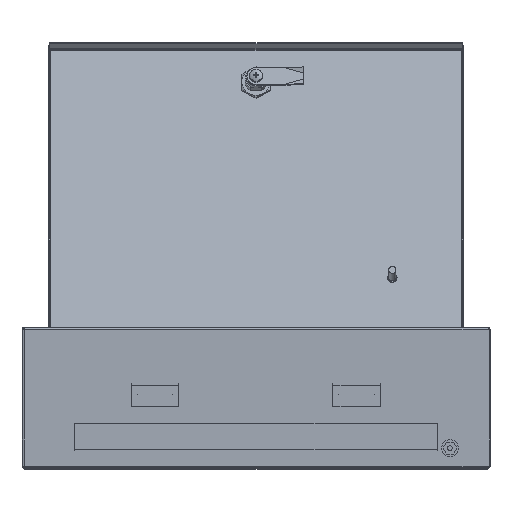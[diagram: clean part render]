
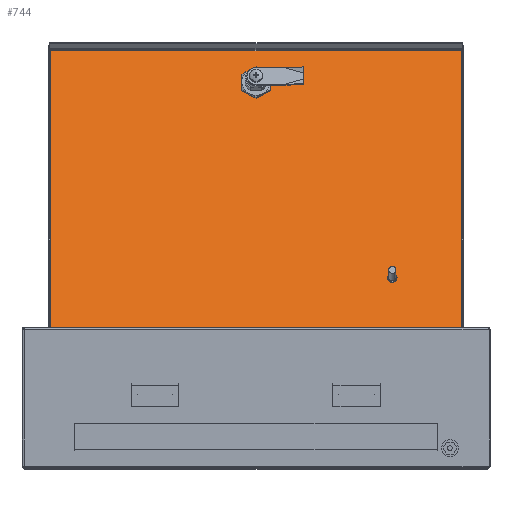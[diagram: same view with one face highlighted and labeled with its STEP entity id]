
A CAD part, left-side view. The second image highlights one B-rep face of the part: STEP entity #744.
In plain terms, the highlighted face is planar.
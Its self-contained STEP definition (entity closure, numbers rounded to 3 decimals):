
#427 = CARTESIAN_POINT ( 'NONE',  ( -131.2, -175., 0. ) ) ;
#488 = ORIENTED_EDGE ( 'NONE', *, *, #1044, .T. ) ;
#744 = ADVANCED_FACE ( 'NONE', ( #8175, #6741, #2598 ), #18598, .F. ) ;
#746 = ORIENTED_EDGE ( 'NONE', *, *, #12619, .F. ) ;
#817 = LINE ( 'NONE', #6662, #5189 ) ;
#1031 = ORIENTED_EDGE ( 'NONE', *, *, #6617, .T. ) ;
#1044 = EDGE_CURVE ( 'NONE', #15203, #4852, #6231, .T. ) ;
#1790 = CARTESIAN_POINT ( 'NONE',  ( 131.2, -173.2, 0. ) ) ;
#2003 = VERTEX_POINT ( 'NONE', #12060 ) ;
#2426 = VERTEX_POINT ( 'NONE', #15569 ) ;
#2598 = FACE_OUTER_BOUND ( 'NONE', #13611, .T. ) ;
#2981 = EDGE_CURVE ( 'NONE', #18032, #17537, #11941, .T. ) ;
#3846 = CARTESIAN_POINT ( 'NONE',  ( -133., -175., 0. ) ) ;
#3944 = DIRECTION ( 'NONE',  ( 0., 0., 1. ) ) ;
#4054 = DIRECTION ( 'NONE',  ( 0., -1., 0. ) ) ;
#4276 = ORIENTED_EDGE ( 'NONE', *, *, #5900, .T. ) ;
#4660 = ORIENTED_EDGE ( 'NONE', *, *, #2981, .F. ) ;
#4681 = EDGE_CURVE ( 'NONE', #7263, #13259, #5488, .T. ) ;
#4852 = VERTEX_POINT ( 'NONE', #8458 ) ;
#5189 = VECTOR ( 'NONE', #12552, 1000. ) ;
#5488 = CIRCLE ( 'NONE', #17732, 9.5 ) ;
#5900 = EDGE_CURVE ( 'NONE', #4852, #9512, #10515, .T. ) ;
#6231 = LINE ( 'NONE', #10476, #9745 ) ;
#6319 = DIRECTION ( 'NONE',  ( -1., 0., 0. ) ) ;
#6343 = AXIS2_PLACEMENT_3D ( 'NONE', #14810, #10492, #9034 ) ;
#6617 = EDGE_CURVE ( 'NONE', #9512, #2003, #6761, .T. ) ;
#6662 = CARTESIAN_POINT ( 'NONE',  ( -110.25, -4.71, 0. ) ) ;
#6741 = FACE_BOUND ( 'NONE', #12282, .T. ) ;
#6761 = LINE ( 'NONE', #12436, #18741 ) ;
#6891 = ORIENTED_EDGE ( 'NONE', *, *, #10857, .F. ) ;
#7036 = CARTESIAN_POINT ( 'NONE',  ( 131.2, 1925., 0. ) ) ;
#7225 = ORIENTED_EDGE ( 'NONE', *, *, #17570, .F. ) ;
#7263 = VERTEX_POINT ( 'NONE', #16297 ) ;
#7277 = CIRCLE ( 'NONE', #6343, 0.5 ) ;
#7775 = CARTESIAN_POINT ( 'NONE',  ( -110.25, -4.71, 0. ) ) ;
#8172 = EDGE_LOOP ( 'NONE', ( #7225 ) ) ;
#8175 = FACE_BOUND ( 'NONE', #8172, .T. ) ;
#8197 = VECTOR ( 'NONE', #4054, 1000. ) ;
#8458 = CARTESIAN_POINT ( 'NONE',  ( -131.2, -173.2, 0. ) ) ;
#8590 = LINE ( 'NONE', #8675, #11974 ) ;
#8675 = CARTESIAN_POINT ( 'NONE',  ( -93.75, -4.71, 0. ) ) ;
#8706 = CARTESIAN_POINT ( 'NONE',  ( -131.2, 173.2, 0. ) ) ;
#8761 = CARTESIAN_POINT ( 'NONE',  ( -93.75, 4.71, 0. ) ) ;
#9034 = DIRECTION ( 'NONE',  ( -1., 0., 0. ) ) ;
#9512 = VERTEX_POINT ( 'NONE', #8706 ) ;
#9745 = VECTOR ( 'NONE', #6319, 1000. ) ;
#10475 = VECTOR ( 'NONE', #16338, 1000. ) ;
#10476 = CARTESIAN_POINT ( 'NONE',  ( 133., -173.2, 0. ) ) ;
#10492 = DIRECTION ( 'NONE',  ( 0., 0., -1. ) ) ;
#10515 = LINE ( 'NONE', #427, #10475 ) ;
#10857 = EDGE_CURVE ( 'NONE', #13259, #18032, #817, .T. ) ;
#11566 = AXIS2_PLACEMENT_3D ( 'NONE', #3846, #3944, #18411 ) ;
#11575 = ORIENTED_EDGE ( 'NONE', *, *, #4681, .F. ) ;
#11713 = ORIENTED_EDGE ( 'NONE', *, *, #17362, .T. ) ;
#11941 = CIRCLE ( 'NONE', #12575, 9.5 ) ;
#11974 = VECTOR ( 'NONE', #16121, 1000. ) ;
#12060 = CARTESIAN_POINT ( 'NONE',  ( 131.2, 173.2, 0. ) ) ;
#12216 = DIRECTION ( 'NONE',  ( 0., 0., -1. ) ) ;
#12282 = EDGE_LOOP ( 'NONE', ( #6891, #11575, #746, #4660 ) ) ;
#12436 = CARTESIAN_POINT ( 'NONE',  ( -133., 173.2, 0. ) ) ;
#12552 = DIRECTION ( 'NONE',  ( 0., 1., 0. ) ) ;
#12575 = AXIS2_PLACEMENT_3D ( 'NONE', #17093, #15948, #17271 ) ;
#12619 = EDGE_CURVE ( 'NONE', #17537, #7263, #8590, .T. ) ;
#12649 = DIRECTION ( 'NONE',  ( 1., 0., 0. ) ) ;
#13259 = VERTEX_POINT ( 'NONE', #7775 ) ;
#13611 = EDGE_LOOP ( 'NONE', ( #4276, #1031, #11713, #488 ) ) ;
#14810 = CARTESIAN_POINT ( 'NONE',  ( 73., -115., 0. ) ) ;
#15184 = DIRECTION ( 'NONE',  ( 1., 0., 0. ) ) ;
#15203 = VERTEX_POINT ( 'NONE', #1790 ) ;
#15457 = CARTESIAN_POINT ( 'NONE',  ( -102., 0., 0. ) ) ;
#15569 = CARTESIAN_POINT ( 'NONE',  ( 72.5, -115., 0. ) ) ;
#15948 = DIRECTION ( 'NONE',  ( 0., 0., -1. ) ) ;
#16121 = DIRECTION ( 'NONE',  ( 0., -1., 0. ) ) ;
#16297 = CARTESIAN_POINT ( 'NONE',  ( -93.75, -4.71, 0. ) ) ;
#16338 = DIRECTION ( 'NONE',  ( 0., 1., 0. ) ) ;
#16987 = LINE ( 'NONE', #7036, #8197 ) ;
#17093 = CARTESIAN_POINT ( 'NONE',  ( -102., 0., 0. ) ) ;
#17271 = DIRECTION ( 'NONE',  ( 1., 0., 0. ) ) ;
#17362 = EDGE_CURVE ( 'NONE', #2003, #15203, #16987, .T. ) ;
#17537 = VERTEX_POINT ( 'NONE', #8761 ) ;
#17570 = EDGE_CURVE ( 'NONE', #2426, #2426, #7277, .T. ) ;
#17732 = AXIS2_PLACEMENT_3D ( 'NONE', #15457, #12216, #15184 ) ;
#17904 = CARTESIAN_POINT ( 'NONE',  ( -110.25, 4.71, 0. ) ) ;
#18032 = VERTEX_POINT ( 'NONE', #17904 ) ;
#18411 = DIRECTION ( 'NONE',  ( 1., 0., 0. ) ) ;
#18598 = PLANE ( 'NONE',  #11566 ) ;
#18741 = VECTOR ( 'NONE', #12649, 1000. ) ;
